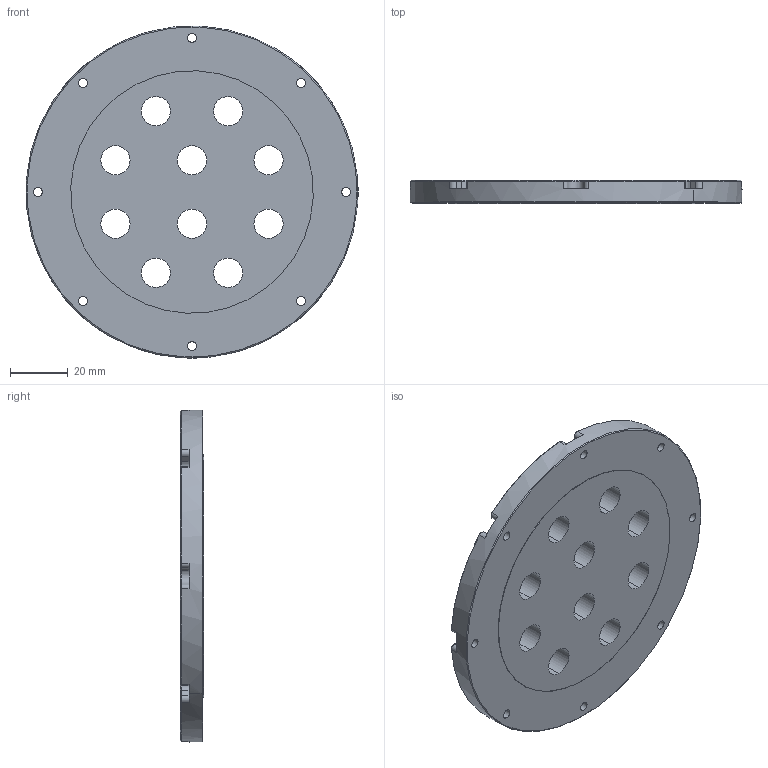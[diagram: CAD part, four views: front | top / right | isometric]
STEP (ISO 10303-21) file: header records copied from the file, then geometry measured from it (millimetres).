
FILE_DESCRIPTION (( 'STEP AP203' ), '1' );
FILE_NAME ('115組裔-10謂.STEP', '2023-09-21T02:26:56', ( '' ), ( '' ), 'SwSTEP 2.0', 'SolidWorks 2022', '' );
FILE_SCHEMA (( 'CONFIG_CONTROL_DESIGN' ));
Length unit declared in the file: millimetre
Products named in the file (1): 115組裔-10謂
Bounding box: 114.96 x 8 x 114.96 mm (x, y, z)
Volume: 74513.4 mm3; surface area: 24929.6 mm2
Topology: 1 solids, 1 shells, 157 faces, 410 edges, 256 vertices
Faces by surface type: cylinder 71, cone 43, plane 43
Entity records: 5005 total; most frequent: DIRECTION 934, CARTESIAN_POINT 824, ORIENTED_EDGE 820, EDGE_CURVE 410, AXIS2_PLACEMENT_3D 366, VERTEX_POINT 256, CIRCLE 208, VECTOR 202
